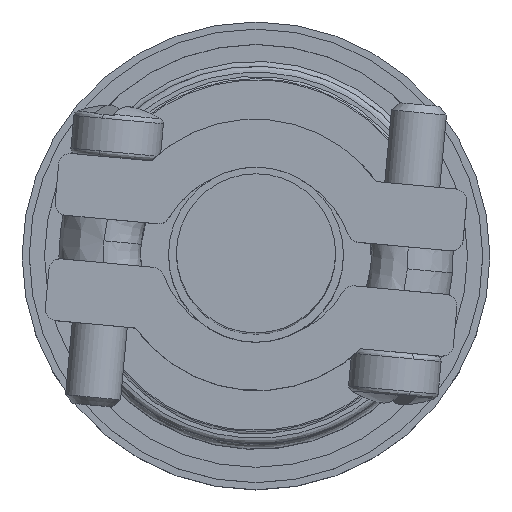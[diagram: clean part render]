
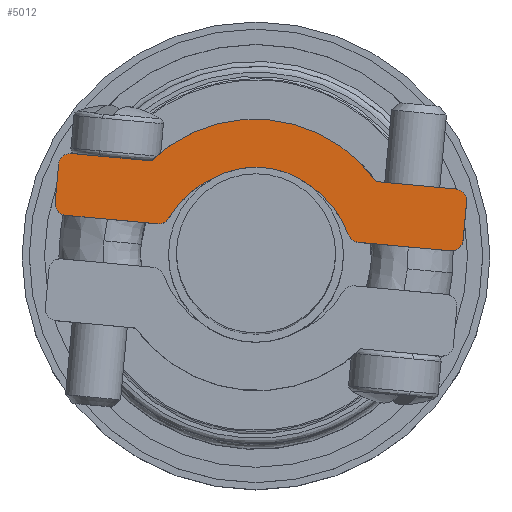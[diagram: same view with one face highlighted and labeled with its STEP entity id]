
A CAD part, top view. The second image highlights one B-rep face of the part: STEP entity #5012.
In plain terms, the highlighted planar face has unit normal (0, 0, 1).
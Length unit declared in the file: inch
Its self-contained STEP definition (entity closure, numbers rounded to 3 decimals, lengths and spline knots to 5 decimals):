
#469=CIRCLE('',#5331,0.03);
#470=CIRCLE('',#5332,0.25);
#471=CIRCLE('',#5333,0.22);
#472=CIRCLE('',#5334,0.25);
#473=CIRCLE('',#5335,0.03);
#474=CIRCLE('',#5336,0.03);
#475=CIRCLE('',#5337,0.03);
#476=CIRCLE('',#5338,0.375);
#477=CIRCLE('',#5339,0.03);
#478=CIRCLE('',#5340,0.03);
#479=CIRCLE('',#5341,0.03);
#828=VERTEX_POINT('',#7394);
#829=VERTEX_POINT('',#7396);
#831=VERTEX_POINT('',#7402);
#832=VERTEX_POINT('',#7403);
#833=VERTEX_POINT('',#7405);
#834=VERTEX_POINT('',#7407);
#835=VERTEX_POINT('',#7409);
#836=VERTEX_POINT('',#7411);
#837=VERTEX_POINT('',#7413);
#838=VERTEX_POINT('',#7416);
#839=VERTEX_POINT('',#7418);
#840=VERTEX_POINT('',#7420);
#841=VERTEX_POINT('',#7422);
#842=VERTEX_POINT('',#7424);
#843=VERTEX_POINT('',#7426);
#844=VERTEX_POINT('',#7428);
#845=VERTEX_POINT('',#7430);
#1343=VECTOR('',#5958,1.);
#1346=VECTOR('',#5972,1.);
#1347=VECTOR('',#5977,1.);
#1348=VECTOR('',#5980,1.);
#1349=VECTOR('',#5985,1.);
#1350=VECTOR('',#5988,1.);
#1623=LINE('',#7395,#1343);
#1626=LINE('',#7412,#1346);
#1627=LINE('',#7417,#1347);
#1628=LINE('',#7421,#1348);
#1629=LINE('',#7427,#1349);
#1630=LINE('',#7431,#1350);
#1903=EDGE_CURVE('',#829,#828,#1623,.T.);
#1906=EDGE_CURVE('',#831,#832,#469,.T.);
#1907=EDGE_CURVE('',#831,#833,#470,.T.);
#1908=EDGE_CURVE('',#833,#834,#471,.T.);
#1909=EDGE_CURVE('',#834,#835,#472,.T.);
#1910=EDGE_CURVE('',#836,#835,#473,.T.);
#1911=EDGE_CURVE('',#837,#836,#1626,.T.);
#1912=EDGE_CURVE('',#837,#829,#474,.T.);
#1913=EDGE_CURVE('',#838,#828,#475,.T.);
#1914=EDGE_CURVE('',#838,#839,#1627,.T.);
#1915=EDGE_CURVE('',#839,#840,#476,.T.);
#1916=EDGE_CURVE('',#840,#841,#1628,.T.);
#1917=EDGE_CURVE('',#842,#841,#477,.T.);
#1918=EDGE_CURVE('',#843,#842,#478,.T.);
#1919=EDGE_CURVE('',#843,#844,#1629,.T.);
#1920=EDGE_CURVE('',#845,#844,#479,.T.);
#1921=EDGE_CURVE('',#845,#832,#1630,.T.);
#2701=ORIENTED_EDGE('',*,*,#1906,.F.);
#2702=ORIENTED_EDGE('',*,*,#1907,.T.);
#2703=ORIENTED_EDGE('',*,*,#1908,.T.);
#2704=ORIENTED_EDGE('',*,*,#1909,.T.);
#2705=ORIENTED_EDGE('',*,*,#1910,.F.);
#2706=ORIENTED_EDGE('',*,*,#1911,.F.);
#2707=ORIENTED_EDGE('',*,*,#1912,.T.);
#2708=ORIENTED_EDGE('',*,*,#1903,.T.);
#2709=ORIENTED_EDGE('',*,*,#1913,.F.);
#2710=ORIENTED_EDGE('',*,*,#1914,.T.);
#2711=ORIENTED_EDGE('',*,*,#1915,.T.);
#2712=ORIENTED_EDGE('',*,*,#1916,.T.);
#2713=ORIENTED_EDGE('',*,*,#1917,.F.);
#2714=ORIENTED_EDGE('',*,*,#1918,.F.);
#2715=ORIENTED_EDGE('',*,*,#1919,.T.);
#2716=ORIENTED_EDGE('',*,*,#1920,.F.);
#2717=ORIENTED_EDGE('',*,*,#1921,.T.);
#4288=EDGE_LOOP('',(#2701,#2702,#2703,#2704,#2705,#2706,#2707,#2708,#2709,
#2710,#2711,#2712,#2713,#2714,#2715,#2716,#2717));
#4650=FACE_BOUND('',#4288,.T.);
#5012=ADVANCED_FACE('',(#4650),#12025,.T.);
#5330=AXIS2_PLACEMENT_3D('',#7400,#5961,$);
#5331=AXIS2_PLACEMENT_3D('',#7401,#5962,#5963);
#5332=AXIS2_PLACEMENT_3D('',#7404,#5964,#5965);
#5333=AXIS2_PLACEMENT_3D('',#7406,#5966,#5967);
#5334=AXIS2_PLACEMENT_3D('',#7408,#5968,#5969);
#5335=AXIS2_PLACEMENT_3D('',#7410,#5970,#5971);
#5336=AXIS2_PLACEMENT_3D('',#7414,#5973,#5974);
#5337=AXIS2_PLACEMENT_3D('',#7415,#5975,#5976);
#5338=AXIS2_PLACEMENT_3D('',#7419,#5978,#5979);
#5339=AXIS2_PLACEMENT_3D('',#7423,#5981,#5982);
#5340=AXIS2_PLACEMENT_3D('',#7425,#5983,#5984);
#5341=AXIS2_PLACEMENT_3D('',#7429,#5986,#5987);
#5958=DIRECTION('',(0.092,0.996,0.));
#5961=DIRECTION('',(0.,0.,1.));
#5962=DIRECTION('',(0.,0.,-1.));
#5963=DIRECTION('',(-0.03,0.,0.));
#5964=DIRECTION('',(0.,0.,-1.));
#5965=DIRECTION('',(-0.25,0.,0.));
#5966=DIRECTION('',(0.,0.,-1.));
#5967=DIRECTION('',(0.22,0.,0.));
#5968=DIRECTION('',(0.,0.,-1.));
#5969=DIRECTION('',(-0.25,0.,0.));
#5970=DIRECTION('',(0.,0.,-1.));
#5971=DIRECTION('',(0.03,0.,0.));
#5972=DIRECTION('',(-0.996,0.092,0.));
#5973=DIRECTION('',(0.,0.,1.));
#5974=DIRECTION('',(-0.03,0.,0.));
#5975=DIRECTION('',(0.,0.,-1.));
#5976=DIRECTION('',(-0.03,0.,0.));
#5977=DIRECTION('',(-0.996,0.092,0.));
#5978=DIRECTION('',(0.,0.,1.));
#5979=DIRECTION('',(-0.375,0.,0.));
#5980=DIRECTION('',(-0.996,0.092,0.));
#5981=DIRECTION('',(0.,0.,-1.));
#5982=DIRECTION('',(0.,0.03,0.));
#5983=DIRECTION('',(0.,0.,-1.));
#5984=DIRECTION('',(0.,0.03,0.));
#5985=DIRECTION('',(-0.092,-0.996,0.));
#5986=DIRECTION('',(0.,0.,-1.));
#5987=DIRECTION('',(0.03,0.,0.));
#5988=DIRECTION('',(0.996,-0.092,0.));
#7394=CARTESIAN_POINT('',(0.52945,0.13292,1.36197));
#7395=CARTESIAN_POINT('',(0.51787,0.00746,1.36197));
#7396=CARTESIAN_POINT('',(0.52063,0.03733,1.36197));
#7400=CARTESIAN_POINT('',(-0.50777,0.10208,1.36197));
#7401=CARTESIAN_POINT('',(-0.24457,0.10792,1.36197));
#7402=CARTESIAN_POINT('',(-0.2187,0.09273,1.36197));
#7403=CARTESIAN_POINT('',(-0.24733,0.07805,1.36197));
#7404=CARTESIAN_POINT('',(-0.00312,-0.03386,1.36197));
#7405=CARTESIAN_POINT('',(-0.09235,0.19968,1.36197));
#7406=CARTESIAN_POINT('',(0.,0.,1.36197));
#7407=CARTESIAN_POINT('',(0.12732,0.17942,1.36197));
#7408=CARTESIAN_POINT('',(-0.00312,-0.03386,1.36197));
#7409=CARTESIAN_POINT('',(0.23198,0.05116,1.36197));
#7410=CARTESIAN_POINT('',(0.26019,0.06136,1.36197));
#7411=CARTESIAN_POINT('',(0.25743,0.03148,1.36197));
#7412=CARTESIAN_POINT('',(0.37272,0.02085,1.36197));
#7413=CARTESIAN_POINT('',(0.488,0.01021,1.36197));
#7414=CARTESIAN_POINT('',(0.49076,0.04009,1.36197));
#7415=CARTESIAN_POINT('',(0.49958,0.13568,1.36197));
#7416=CARTESIAN_POINT('',(0.50233,0.16555,1.36197));
#7417=CARTESIAN_POINT('',(0.01938,0.21011,1.36197));
#7418=CARTESIAN_POINT('',(0.30208,0.18403,1.36197));
#7419=CARTESIAN_POINT('',(-0.00312,-0.03386,1.36197));
#7420=CARTESIAN_POINT('',(-0.26332,0.23619,1.36197));
#7421=CARTESIAN_POINT('',(0.01938,0.21011,1.36197));
#7422=CARTESIAN_POINT('',(-0.46357,0.25466,1.36197));
#7423=CARTESIAN_POINT('',(-0.46632,0.22479,1.36197));
#7424=CARTESIAN_POINT('',(-0.46632,0.25479,1.36197));
#7425=CARTESIAN_POINT('',(-0.46632,0.22479,1.36197));
#7426=CARTESIAN_POINT('',(-0.49619,0.22754,1.36197));
#7427=CARTESIAN_POINT('',(-0.50777,0.10208,1.36197));
#7428=CARTESIAN_POINT('',(-0.50501,0.13195,1.36197));
#7429=CARTESIAN_POINT('',(-0.47514,0.12919,1.36197));
#7430=CARTESIAN_POINT('',(-0.4779,0.09932,1.36197));
#7431=CARTESIAN_POINT('',(0.00505,0.05477,1.36197));
#12025=PLANE('',#5330);
